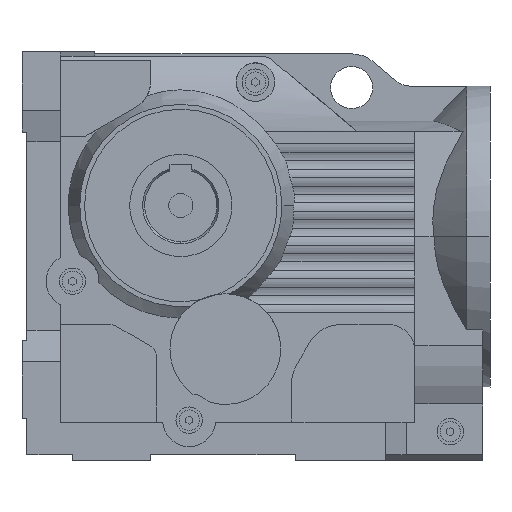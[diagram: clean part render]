
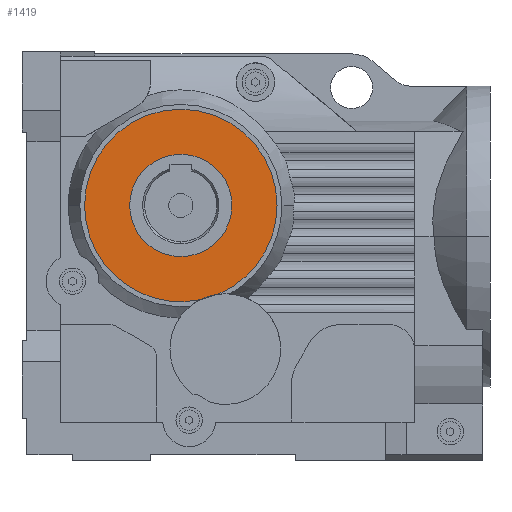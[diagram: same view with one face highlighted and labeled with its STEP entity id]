
A CAD part, front view. The second image highlights one B-rep face of the part: STEP entity #1419.
In plain terms, the highlighted planar face has unit normal (0, -1, 0).
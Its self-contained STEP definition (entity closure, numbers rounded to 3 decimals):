
#1419=ADVANCED_FACE('NONE',(#3044,#3045),#3046,.T.);
#3044=FACE_BOUND('',#5041,.T.);
#3045=FACE_OUTER_BOUND('',#5042,.T.);
#3046=PLANE('',#5043);
#5041=EDGE_LOOP('',(#9392,#9393,#9394));
#5042=EDGE_LOOP('',(#9395,#9396,#9397,#9398));
#5043=AXIS2_PLACEMENT_3D('',#9399,#9400,#9401);
#9392=ORIENTED_EDGE('',*,*,#11551,.T.);
#9393=ORIENTED_EDGE('',*,*,#11566,.T.);
#9394=ORIENTED_EDGE('',*,*,#11552,.T.);
#9395=ORIENTED_EDGE('',*,*,#12742,.F.);
#9396=ORIENTED_EDGE('',*,*,#12743,.T.);
#9397=ORIENTED_EDGE('',*,*,#11276,.F.);
#9398=ORIENTED_EDGE('',*,*,#11281,.F.);
#9399=CARTESIAN_POINT('',(0.0,-116.0,80.0));
#9400=DIRECTION('',(0.0,-1.0,0.0));
#9401=DIRECTION('',(1.0,0.0,0.0));
#11276=EDGE_CURVE('NONE',#13626,#13628,#13629,.T.);
#11281=EDGE_CURVE('NONE',#13634,#13626,#13637,.T.);
#11551=EDGE_CURVE('',#14110,#14107,#14111,.T.);
#11552=EDGE_CURVE('',#14112,#14110,#14113,.T.);
#11566=EDGE_CURVE('',#14107,#14112,#14133,.T.);
#12742=EDGE_CURVE('NONE',#15838,#13634,#15839,.T.);
#12743=EDGE_CURVE('NONE',#15838,#13628,#15840,.T.);
#13626=VERTEX_POINT('',#17603);
#13628=VERTEX_POINT('NONE',#17606);
#13629=CIRCLE('',#17607,80.0);
#13634=VERTEX_POINT('',#17613);
#13637=CIRCLE('',#17617,80.0);
#14107=VERTEX_POINT('',#19160);
#14110=VERTEX_POINT('',#19164);
#14111=CIRCLE('',#19165,42.5);
#14112=VERTEX_POINT('',#19166);
#14113=CIRCLE('',#19167,42.5);
#14133=CIRCLE('',#19190,42.5);
#15838=VERTEX_POINT('NONE',#22840);
#15839=CIRCLE('',#22841,80.0);
#15840=CIRCLE('',#22842,46.0);
#17603=CARTESIAN_POINT('',(80.0,-116.0,0.));
#17606=CARTESIAN_POINT('',(30.848,-116.0,-73.813));
#17607=AXIS2_PLACEMENT_3D('',#23961,#23962,#23963);
#17613=CARTESIAN_POINT('',(-80.0,-116.0,0.));
#17617=AXIS2_PLACEMENT_3D('',#23969,#23970,#23971);
#19160=CARTESIAN_POINT('',(0.,-116.0,-42.5));
#19164=CARTESIAN_POINT('',(42.5,-116.0,0.0));
#19165=AXIS2_PLACEMENT_3D('',#24240,#24241,#24242);
#19166=CARTESIAN_POINT('',(0.,-116.0,42.5));
#19167=AXIS2_PLACEMENT_3D('',#24243,#24244,#24245);
#19190=AXIS2_PLACEMENT_3D('',#24270,#24271,#24272);
#22840=CARTESIAN_POINT('',(16.296,-116.0,-78.323));
#22841=AXIS2_PLACEMENT_3D('',#25312,#25313,#25314);
#22842=AXIS2_PLACEMENT_3D('',#25315,#25316,#25317);
#23961=CARTESIAN_POINT('',(0.0,-116.0,0.0));
#23962=DIRECTION('',(0.0,1.0,0.0));
#23963=DIRECTION('',(-1.0,0.0,0.0));
#23969=CARTESIAN_POINT('',(0.0,-116.0,0.0));
#23970=DIRECTION('',(0.0,1.0,0.0));
#23971=DIRECTION('',(-1.0,0.0,0.0));
#24240=CARTESIAN_POINT('',(0.0,-116.0,0.0));
#24241=DIRECTION('',(-0.0,1.0,0.0));
#24242=DIRECTION('',(1.0,0.0,0.0));
#24243=CARTESIAN_POINT('',(0.0,-116.0,0.0));
#24244=DIRECTION('',(-0.0,1.0,0.0));
#24245=DIRECTION('',(1.0,0.0,0.0));
#24270=CARTESIAN_POINT('',(0.0,-116.0,0.0));
#24271=DIRECTION('',(-0.0,1.0,0.0));
#24272=DIRECTION('',(1.0,0.0,0.0));
#25312=CARTESIAN_POINT('',(0.0,-116.0,0.0));
#25313=DIRECTION('',(0.0,1.0,0.0));
#25314=DIRECTION('',(-1.0,0.0,0.0));
#25315=CARTESIAN_POINT('',(37.0,-116.0,-119.4));
#25316=DIRECTION('',(-0.0,1.0,0.0));
#25317=DIRECTION('',(1.0,0.0,0.));
